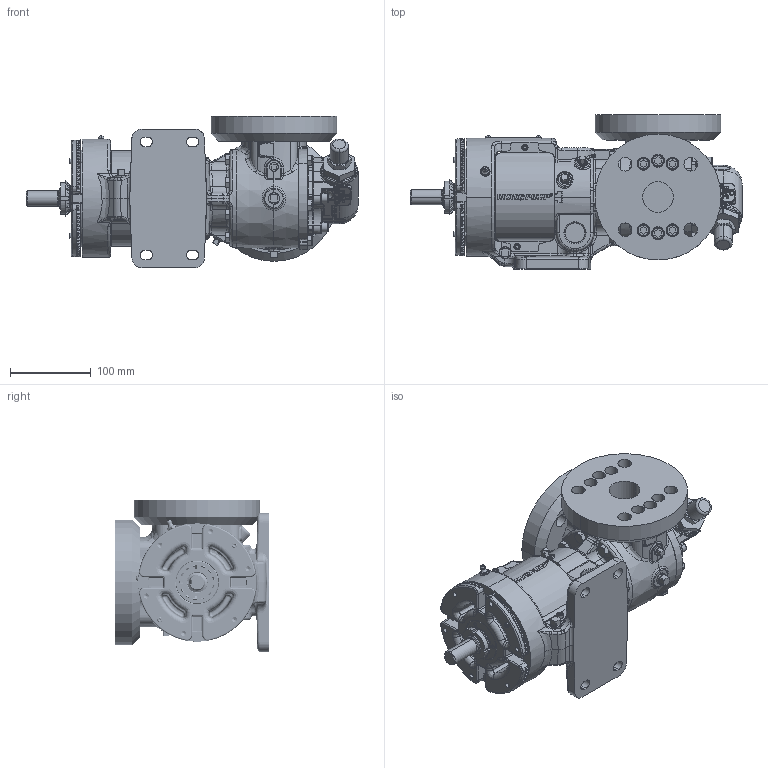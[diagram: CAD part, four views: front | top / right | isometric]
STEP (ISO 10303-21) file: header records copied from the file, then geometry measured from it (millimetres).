
FILE_DESCRIPTION (( 'STEP AP214' ), '1' );
FILE_NAME ('HV-4290.step', '2025-12-05T05:26:41', ( '' ), ( '' ), 'SwSTEP 2.0', 'SolidWorks 2024', '' );
FILE_SCHEMA (( 'AUTOMOTIVE_DESIGN' ));
Length unit declared in the file: millimetre
Products named in the file (1): HV-4290
Bounding box: 410.08 x 190.5 x 187.32 mm (x, y, z)
Volume: 4491666.5 mm3; surface area: 444333.2 mm2
Topology: 1 solids, 1 shells, 5265 faces, 13449 edges, 8441 vertices
Faces by surface type: plane 1873, bspline 1643, cylinder 1012, cone 521, torus 134, sphere 82
Entity records: 225202 total; most frequent: CARTESIAN_POINT 110848, ORIENTED_EDGE 26702, DIRECTION 19164, EDGE_CURVE 13351, VERTEX_POINT 8427, AXIS2_PLACEMENT_3D 6626, VECTOR 5912, LINE 5912
